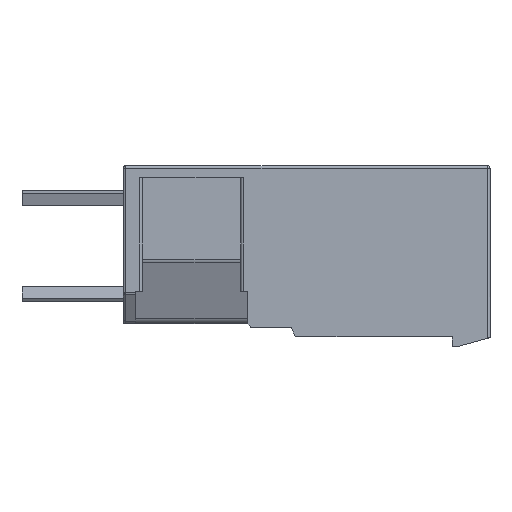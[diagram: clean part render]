
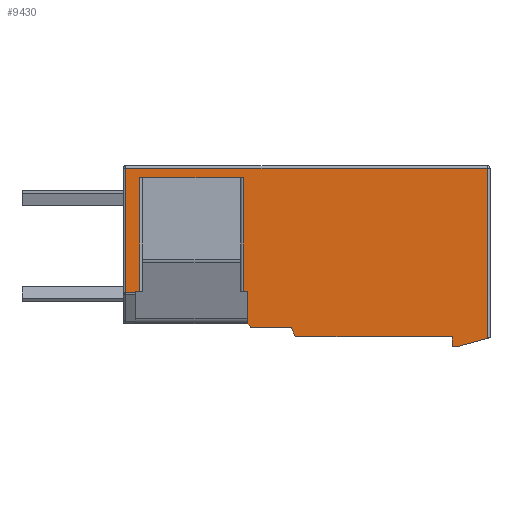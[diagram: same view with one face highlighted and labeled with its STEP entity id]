
A CAD part, front view. The second image highlights one B-rep face of the part: STEP entity #9430.
In plain terms, the highlighted planar face has unit normal (0, -1, 0).
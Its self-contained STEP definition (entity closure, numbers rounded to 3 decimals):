
#1=DIRECTION('',(0.,0.,-1.));
#2=VECTOR('',#1,13.446);
#3=CARTESIAN_POINT('',(17.65,0.,6.756));
#4=LINE('',#3,#2);
#5=DIRECTION('',(-0.963,0.,-0.27));
#6=VECTOR('',#5,2.388);
#7=CARTESIAN_POINT('',(17.65,0.,-6.69));
#8=LINE('',#7,#6);
#9=DIRECTION('',(-1.,0.,0.));
#10=VECTOR('',#9,0.5);
#11=CARTESIAN_POINT('',(15.35,0.,-7.334));
#12=LINE('',#11,#10);
#13=DIRECTION('',(0.,0.,1.));
#14=VECTOR('',#13,0.75);
#15=CARTESIAN_POINT('',(14.85,0.,-7.334));
#16=LINE('',#15,#14);
#17=DIRECTION('',(-1.,0.,0.));
#18=VECTOR('',#17,12.26);
#19=CARTESIAN_POINT('',(14.85,0.,-6.584));
#20=LINE('',#19,#18);
#21=CARTESIAN_POINT('',(2.59,0.,-6.384));
#22=DIRECTION('',(0.,1.,0.));
#23=DIRECTION('',(0.,0.,-1.));
#24=AXIS2_PLACEMENT_3D('',#21,#22,#23);
#26=DIRECTION('',(-0.376,0.,0.927));
#27=VECTOR('',#26,0.664);
#28=CARTESIAN_POINT('',(2.405,0.,-6.459));
#29=LINE('',#28,#27);
#30=DIRECTION('',(-1.,0.,0.));
#31=VECTOR('',#30,3.085);
#32=CARTESIAN_POINT('',(2.155,0.,-5.844));
#33=LINE('',#32,#31);
#34=CARTESIAN_POINT('',(-0.93,0.,-5.644));
#35=DIRECTION('',(0.,1.,0.));
#36=DIRECTION('',(0.,0.,-1.));
#37=AXIS2_PLACEMENT_3D('',#34,#35,#36);
#39=DIRECTION('',(-0.707,0.,0.707));
#40=VECTOR('',#39,0.313);
#41=CARTESIAN_POINT('',(-1.071,0.,-5.785));
#42=LINE('',#41,#40);
#43=DIRECTION('',(-1.,0.,0.));
#44=VECTOR('',#43,0.057);
#45=CARTESIAN_POINT('',(-1.293,0.,-5.564));
#46=LINE('',#45,#44);
#47=DIRECTION('',(0.,0.,-1.));
#48=VECTOR('',#47,2.58);
#49=CARTESIAN_POINT('',(-1.35,0.,-2.984));
#50=LINE('',#49,#48);
#51=DIRECTION('',(-1.,0.,0.));
#52=VECTOR('',#51,8.16);
#53=CARTESIAN_POINT('',(-1.67,0.,6.016));
#54=LINE('',#53,#52);
#55=DIRECTION('',(0.,0.,-1.));
#56=VECTOR('',#55,9.);
#57=CARTESIAN_POINT('',(-9.83,0.,6.016));
#58=LINE('',#57,#56);
#59=DIRECTION('',(0.,0.,-1.));
#60=VECTOR('',#59,0.123);
#61=CARTESIAN_POINT('',(-10.15,0.,-2.984));
#62=LINE('',#61,#60);
#63=DIRECTION('',(-1.,0.,0.));
#64=VECTOR('',#63,0.8);
#65=CARTESIAN_POINT('',(-10.15,0.,-3.106));
#66=LINE('',#65,#64);
#67=DIRECTION('',(0.,0.,1.));
#68=VECTOR('',#67,9.863);
#69=CARTESIAN_POINT('',(-10.95,0.,-3.106));
#70=LINE('',#69,#68);
#71=DIRECTION('',(1.,0.,0.));
#72=VECTOR('',#71,28.6);
#73=CARTESIAN_POINT('',(-10.95,0.,6.756));
#74=LINE('',#73,#72);
#84=CARTESIAN_POINT('',(17.65,0.,-6.69));
#6672=DIRECTION('',(-1.,0.,0.));
#6673=VECTOR('',#6672,0.32);
#6674=CARTESIAN_POINT('',(-1.35,0.,-2.984));
#6675=LINE('',#6674,#6673);
#6676=DIRECTION('',(-1.,0.,0.));
#6677=VECTOR('',#6676,0.32);
#6678=CARTESIAN_POINT('',(-9.83,0.,-2.984));
#6679=LINE('',#6678,#6677);
#6711=DIRECTION('',(0.,0.,-1.));
#6712=VECTOR('',#6711,9.);
#6713=CARTESIAN_POINT('',(-1.67,0.,6.016));
#6714=LINE('',#6713,#6712);
#7165=CARTESIAN_POINT('',(15.35,0.,-7.334));
#7166=CARTESIAN_POINT('',(14.85,0.,-7.334));
#7167=VERTEX_POINT('',#7165);
#7168=VERTEX_POINT('',#7166);
#7169=CARTESIAN_POINT('',(14.85,0.,-6.584));
#7170=VERTEX_POINT('',#7169);
#7171=CARTESIAN_POINT('',(2.59,0.,-6.584));
#7172=VERTEX_POINT('',#7171);
#7173=CARTESIAN_POINT('',(2.405,0.,-6.459));
#7174=VERTEX_POINT('',#7173);
#7175=CARTESIAN_POINT('',(2.155,0.,-5.844));
#7176=VERTEX_POINT('',#7175);
#7177=CARTESIAN_POINT('',(-0.93,0.,-5.844));
#7178=VERTEX_POINT('',#7177);
#7179=CARTESIAN_POINT('',(-1.071,0.,-5.785));
#7180=VERTEX_POINT('',#7179);
#7181=CARTESIAN_POINT('',(-1.293,0.,-5.564));
#7182=VERTEX_POINT('',#7181);
#8681=CARTESIAN_POINT('',(-1.35,0.,-5.564));
#8683=VERTEX_POINT('',#8681);
#8687=CARTESIAN_POINT('',(-1.67,0.,-2.984));
#8689=VERTEX_POINT('',#8687);
#8692=CARTESIAN_POINT('',(-9.83,0.,-2.984));
#8694=VERTEX_POINT('',#8692);
#8696=CARTESIAN_POINT('',(-1.35,0.,-2.984));
#8698=VERTEX_POINT('',#8696);
#8701=CARTESIAN_POINT('',(-10.15,0.,-2.984));
#8703=VERTEX_POINT('',#8701);
#8707=CARTESIAN_POINT('',(-1.67,0.,6.016));
#8709=VERTEX_POINT('',#8707);
#8712=CARTESIAN_POINT('',(-9.83,0.,6.016));
#8714=VERTEX_POINT('',#8712);
#8867=CARTESIAN_POINT('',(-10.15,0.,-3.106));
#8868=VERTEX_POINT('',#8867);
#8878=VERTEX_POINT('',#84);
#8879=CARTESIAN_POINT('',(17.65,0.,6.756));
#8880=VERTEX_POINT('',#8879);
#8887=CARTESIAN_POINT('',(-10.95,0.,6.756));
#8888=VERTEX_POINT('',#8887);
#8893=CARTESIAN_POINT('',(-10.95,0.,-3.106));
#8894=VERTEX_POINT('',#8893);
#9381=CARTESIAN_POINT('',(0.,0.,0.));
#9382=DIRECTION('',(0.,1.,0.));
#9383=DIRECTION('',(1.,0.,0.));
#9384=AXIS2_PLACEMENT_3D('',#9381,#9382,#9383);
#9385=PLANE('',#9384);
#9387=ORIENTED_EDGE('',*,*,#9386,.T.);
#9389=ORIENTED_EDGE('',*,*,#9388,.T.);
#9391=ORIENTED_EDGE('',*,*,#9390,.T.);
#9393=ORIENTED_EDGE('',*,*,#9392,.T.);
#9395=ORIENTED_EDGE('',*,*,#9394,.T.);
#9397=ORIENTED_EDGE('',*,*,#9396,.T.);
#9399=ORIENTED_EDGE('',*,*,#9398,.T.);
#9401=ORIENTED_EDGE('',*,*,#9400,.T.);
#9403=ORIENTED_EDGE('',*,*,#9402,.T.);
#9405=ORIENTED_EDGE('',*,*,#9404,.T.);
#9407=ORIENTED_EDGE('',*,*,#9406,.T.);
#9409=ORIENTED_EDGE('',*,*,#9408,.F.);
#9411=ORIENTED_EDGE('',*,*,#9410,.T.);
#9413=ORIENTED_EDGE('',*,*,#9412,.F.);
#9415=ORIENTED_EDGE('',*,*,#9414,.T.);
#9417=ORIENTED_EDGE('',*,*,#9416,.T.);
#9419=ORIENTED_EDGE('',*,*,#9418,.T.);
#9421=ORIENTED_EDGE('',*,*,#9420,.T.);
#9423=ORIENTED_EDGE('',*,*,#9422,.T.);
#9425=ORIENTED_EDGE('',*,*,#9424,.T.);
#9427=ORIENTED_EDGE('',*,*,#9426,.T.);
#9428=EDGE_LOOP('',(#9387,#9389,#9391,#9393,#9395,#9397,#9399,#9401,#9403,#9405,
#9407,#9409,#9411,#9413,#9415,#9417,#9419,#9421,#9423,#9425,#9427));
#9429=FACE_OUTER_BOUND('',#9428,.F.);
#9430=ADVANCED_FACE('',(#9429),#9385,.F.);
#25=CIRCLE('',#24,0.2);
#38=CIRCLE('',#37,0.2);
#9386=EDGE_CURVE('',#8880,#8878,#4,.T.);
#9388=EDGE_CURVE('',#8878,#7167,#8,.T.);
#9390=EDGE_CURVE('',#7167,#7168,#12,.T.);
#9392=EDGE_CURVE('',#7168,#7170,#16,.T.);
#9394=EDGE_CURVE('',#7170,#7172,#20,.T.);
#9396=EDGE_CURVE('',#7172,#7174,#25,.T.);
#9398=EDGE_CURVE('',#7174,#7176,#29,.T.);
#9400=EDGE_CURVE('',#7176,#7178,#33,.T.);
#9402=EDGE_CURVE('',#7178,#7180,#38,.T.);
#9404=EDGE_CURVE('',#7180,#7182,#42,.T.);
#9406=EDGE_CURVE('',#7182,#8683,#46,.T.);
#9408=EDGE_CURVE('',#8698,#8683,#50,.T.);
#9410=EDGE_CURVE('',#8698,#8689,#6675,.T.);
#9412=EDGE_CURVE('',#8709,#8689,#6714,.T.);
#9414=EDGE_CURVE('',#8709,#8714,#54,.T.);
#9416=EDGE_CURVE('',#8714,#8694,#58,.T.);
#9418=EDGE_CURVE('',#8694,#8703,#6679,.T.);
#9420=EDGE_CURVE('',#8703,#8868,#62,.T.);
#9422=EDGE_CURVE('',#8868,#8894,#66,.T.);
#9424=EDGE_CURVE('',#8894,#8888,#70,.T.);
#9426=EDGE_CURVE('',#8888,#8880,#74,.T.);
